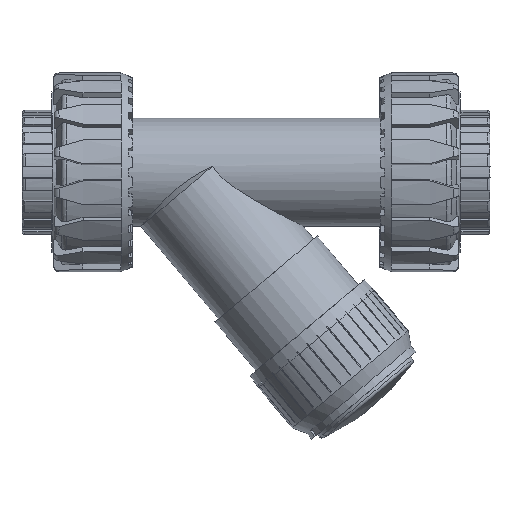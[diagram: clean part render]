
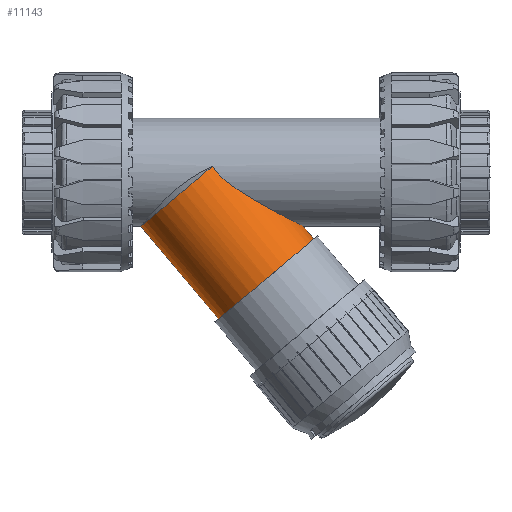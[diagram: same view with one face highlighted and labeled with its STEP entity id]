
A CAD part, front view. The second image highlights one B-rep face of the part: STEP entity #11143.
In plain terms, the highlighted cylindrical face has radius 38 mm (diameter 76 mm), a full revolution.
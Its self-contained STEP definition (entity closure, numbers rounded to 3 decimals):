
#2111=FACE_OUTER_BOUND($,#3038,.T.);
#2733=B_SPLINE_CURVE_WITH_KNOTS($,3,(#16929,#16930,#16931,#16932,#16933,
#16934,#16935,#16936,#16937,#16938,#16939,#16940,#16941,#16942,#16943,#16944,
#16945,#16946,#16947,#16948,#16949,#16950,#16951,#16952),.UNSPECIFIED.,
 .F.,.F.,(4,2,2,2,2,2,2,2,2,2,2,4),(-14.798,-14.669,
-14.354,-13.483,-12.612,-11.553,
-10.494,-9.433,-8.372,-7.774,
-7.476,-7.177),.UNSPECIFIED.);
#2734=B_SPLINE_CURVE_WITH_KNOTS($,3,(#16954,#16955,#16956,#16957,#16958,
#16959,#16960,#16961,#16962,#16963,#16964,#16965,#16966,#16967,#16968,#16969,
#16970,#16971,#16972,#16973,#16974,#16975,#16976,#16977,#16978),
 .UNSPECIFIED.,.F.,.F.,(4,2,2,2,2,2,2,2,2,3,2,4),(17.379,17.678,
17.977,18.574,19.636,20.697,21.756,
22.814,23.685,24.556,24.871,25.001),
 .UNSPECIFIED.);
#2835=CYLINDRICAL_SURFACE($,#11805,38.);
#2982=FACE_BOUND($,#3039,.T.);
#3038=EDGE_LOOP($,(#7177));
#3039=EDGE_LOOP($,(#7178,#7179,#7180,#7181));
#3689=CIRCLE($,#11787,38.);
#3698=CIRCLE($,#11806,38.);
#3699=CIRCLE($,#11807,38.);
#4238=VERTEX_POINT($,#16877);
#4247=VERTEX_POINT($,#16904);
#4248=VERTEX_POINT($,#16905);
#4249=VERTEX_POINT($,#16928);
#4250=VERTEX_POINT($,#16953);
#5393=EDGE_CURVE($,#4238,#4238,#3689,.T.);
#5403=EDGE_CURVE($,#4248,#4249,#2733,.T.);
#5404=EDGE_CURVE($,#4249,#4250,#2734,.T.);
#5406=EDGE_CURVE($,#4247,#4248,#3698,.T.);
#5407=EDGE_CURVE($,#4250,#4247,#3699,.T.);
#7177=ORIENTED_EDGE($,*,*,#5393,.T.);
#7178=ORIENTED_EDGE($,*,*,#5403,.F.);
#7179=ORIENTED_EDGE($,*,*,#5406,.F.);
#7180=ORIENTED_EDGE($,*,*,#5407,.F.);
#7181=ORIENTED_EDGE($,*,*,#5404,.F.);
#11143=ADVANCED_FACE($,(#2111,#2982),#2835,.T.);
#11787=AXIS2_PLACEMENT_3D($,#16878,#13176,#13177);
#11805=AXIS2_PLACEMENT_3D($,#17001,#13212,#13213);
#11806=AXIS2_PLACEMENT_3D($,#17002,#13214,#13215);
#11807=AXIS2_PLACEMENT_3D($,#17003,#13216,#13217);
#13176=DIRECTION('center_axis',(-0.643,-0.766,0.));
#13177=DIRECTION('ref_axis',(-0.766,0.643,0.));
#13212=DIRECTION('center_axis',(-0.643,-0.766,0.));
#13213=DIRECTION('ref_axis',(-0.766,0.643,0.));
#13214=DIRECTION('center_axis',(-0.643,-0.766,0.));
#13215=DIRECTION('ref_axis',(-0.766,0.643,0.));
#13216=DIRECTION('center_axis',(-0.643,-0.766,0.));
#13217=DIRECTION('ref_axis',(-0.766,0.643,0.));
#16877=CARTESIAN_POINT('',(146.047,40.688,0.));
#16878=CARTESIAN_POINT('Origin',(116.937,65.114,0.));
#16904=CARTESIAN_POINT('',(40.385,33.,0.));
#16905=CARTESIAN_POINT('',(84.215,-3.778,-32.783));
#16928=CARTESIAN_POINT('',(139.596,33.,0.));
#16929=CARTESIAN_POINT('Ctrl Pts',(84.215,-3.778,-32.783));
#16930=CARTESIAN_POINT('Ctrl Pts',(84.447,-3.38,-32.829));
#16931=CARTESIAN_POINT('Ctrl Pts',(84.69,-2.99,-32.866));
#16932=CARTESIAN_POINT('Ctrl Pts',(85.554,-1.68,-32.97));
#16933=CARTESIAN_POINT('Ctrl Pts',(86.22,-0.805,
-33.));
#16934=CARTESIAN_POINT('Ctrl Pts',(88.761,2.223,-33.));
#16935=CARTESIAN_POINT('Ctrl Pts',(91.085,4.358,-32.772));
#16936=CARTESIAN_POINT('Ctrl Pts',(95.999,8.276,-32.008));
#16937=CARTESIAN_POINT('Ctrl Pts',(98.583,10.069,-31.47));
#16938=CARTESIAN_POINT('Ctrl Pts',(103.85,13.524,-30.17));
#16939=CARTESIAN_POINT('Ctrl Pts',(107.066,15.476,-29.227));
#16940=CARTESIAN_POINT('Ctrl Pts',(113.46,19.188,-26.937));
#16941=CARTESIAN_POINT('Ctrl Pts',(116.637,20.949,-25.584));
#16942=CARTESIAN_POINT('Ctrl Pts',(122.31,24.033,-22.713));
#16943=CARTESIAN_POINT('Ctrl Pts',(125.357,25.651,-20.923));
#16944=CARTESIAN_POINT('Ctrl Pts',(131.006,28.607,-16.655));
#16945=CARTESIAN_POINT('Ctrl Pts',(133.605,29.944,-14.175));
#16946=CARTESIAN_POINT('Ctrl Pts',(136.704,31.53,-9.878));
#16947=CARTESIAN_POINT('Ctrl Pts',(137.76,32.068,-8.043));
#16948=CARTESIAN_POINT('Ctrl Pts',(138.848,32.621,-5.087));
#16949=CARTESIAN_POINT('Ctrl Pts',(139.131,32.764,-4.068));
#16950=CARTESIAN_POINT('Ctrl Pts',(139.505,32.954,-2.023));
#16951=CARTESIAN_POINT('Ctrl Pts',(139.596,33.,-0.996));
#16952=CARTESIAN_POINT('Ctrl Pts',(139.596,33.,0.));
#16953=CARTESIAN_POINT('',(84.215,-3.778,32.783));
#16954=CARTESIAN_POINT('Ctrl Pts',(139.596,33.,0.));
#16955=CARTESIAN_POINT('Ctrl Pts',(139.596,33.,0.996));
#16956=CARTESIAN_POINT('Ctrl Pts',(139.505,32.954,2.023));
#16957=CARTESIAN_POINT('Ctrl Pts',(139.131,32.764,4.068));
#16958=CARTESIAN_POINT('Ctrl Pts',(138.848,32.621,5.087));
#16959=CARTESIAN_POINT('Ctrl Pts',(137.76,32.068,8.043));
#16960=CARTESIAN_POINT('Ctrl Pts',(136.704,31.53,9.878));
#16961=CARTESIAN_POINT('Ctrl Pts',(133.605,29.944,14.175));
#16962=CARTESIAN_POINT('Ctrl Pts',(131.006,28.607,16.655));
#16963=CARTESIAN_POINT('Ctrl Pts',(125.357,25.651,20.923));
#16964=CARTESIAN_POINT('Ctrl Pts',(122.31,24.033,22.713));
#16965=CARTESIAN_POINT('Ctrl Pts',(116.637,20.949,25.584));
#16966=CARTESIAN_POINT('Ctrl Pts',(113.46,19.188,26.937));
#16967=CARTESIAN_POINT('Ctrl Pts',(107.066,15.476,29.227));
#16968=CARTESIAN_POINT('Ctrl Pts',(103.85,13.524,30.17));
#16969=CARTESIAN_POINT('Ctrl Pts',(98.583,10.069,31.47));
#16970=CARTESIAN_POINT('Ctrl Pts',(95.999,8.276,32.008));
#16971=CARTESIAN_POINT('Ctrl Pts',(91.085,4.358,32.772));
#16972=CARTESIAN_POINT('Ctrl Pts',(88.761,2.223,33.));
#16973=CARTESIAN_POINT('Ctrl Pts',(86.896,0.,33.));
#16974=CARTESIAN_POINT('Ctrl Pts',(86.22,-0.805,
33.));
#16975=CARTESIAN_POINT('Ctrl Pts',(85.554,-1.68,32.97));
#16976=CARTESIAN_POINT('Ctrl Pts',(84.69,-2.99,32.866));
#16977=CARTESIAN_POINT('Ctrl Pts',(84.447,-3.38,32.829));
#16978=CARTESIAN_POINT('Ctrl Pts',(84.215,-3.778,32.783));
#17001=CARTESIAN_POINT('Origin',(93.216,36.844,0.));
#17002=CARTESIAN_POINT('Origin',(69.494,8.574,0.));
#17003=CARTESIAN_POINT('Origin',(69.494,8.574,0.));
